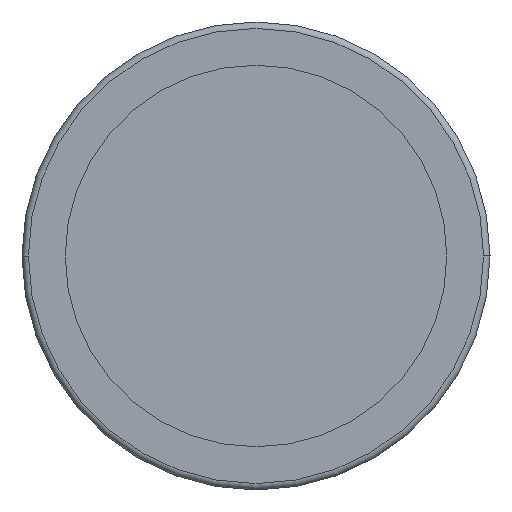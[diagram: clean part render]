
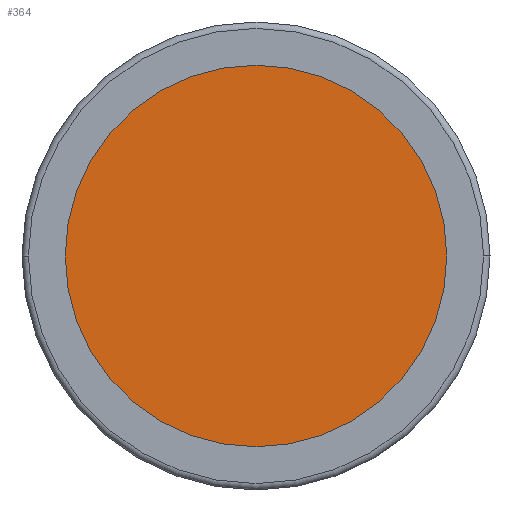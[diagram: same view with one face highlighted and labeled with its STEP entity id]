
A CAD part, left-side view. The second image highlights one B-rep face of the part: STEP entity #364.
In plain terms, the highlighted planar face has unit normal (-1, 0, 0).
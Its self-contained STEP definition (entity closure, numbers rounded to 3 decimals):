
#78 = DIRECTION ( 'NONE',  ( 0., -1., 0. ) ) ;
#81 = FACE_OUTER_BOUND ( 'NONE', #90, .T. ) ;
#90 = EDGE_LOOP ( 'NONE', ( #353, #592 ) ) ;
#141 = CARTESIAN_POINT ( 'NONE',  ( 0.025, 0., 0. ) ) ;
#157 = VERTEX_POINT ( 'NONE', #423 ) ;
#205 = DIRECTION ( 'NONE',  ( -1., 0., 0. ) ) ;
#247 = DIRECTION ( 'NONE',  ( 0., -1., 0. ) ) ;
#259 = VERTEX_POINT ( 'NONE', #574 ) ;
#285 = EDGE_CURVE ( 'NONE', #259, #157, #510, .T. ) ;
#321 = CIRCLE ( 'NONE', #791, 7.5 ) ;
#328 = DIRECTION ( 'NONE',  ( -1., 0., 0. ) ) ;
#353 = ORIENTED_EDGE ( 'NONE', *, *, #738, .T. ) ;
#364 = ADVANCED_FACE ( 'NONE', ( #81 ), #515, .T. ) ;
#371 = DIRECTION ( 'NONE',  ( -1., 0., 0. ) ) ;
#423 = CARTESIAN_POINT ( 'NONE',  ( 0.025, -7.5, 0. ) ) ;
#447 = CARTESIAN_POINT ( 'NONE',  ( 0.025, 0., 0. ) ) ;
#449 = DIRECTION ( 'NONE',  ( 0., -1., 0. ) ) ;
#469 = AXIS2_PLACEMENT_3D ( 'NONE', #447, #371, #247 ) ;
#510 = CIRCLE ( 'NONE', #469, 7.5 ) ;
#515 = PLANE ( 'NONE',  #732 ) ;
#574 = CARTESIAN_POINT ( 'NONE',  ( 0.025, 7.5, 0. ) ) ;
#592 = ORIENTED_EDGE ( 'NONE', *, *, #285, .T. ) ;
#732 = AXIS2_PLACEMENT_3D ( 'NONE', #774, #205, #449 ) ;
#738 = EDGE_CURVE ( 'NONE', #157, #259, #321, .T. ) ;
#774 = CARTESIAN_POINT ( 'NONE',  ( 0.025, 0., 0. ) ) ;
#791 = AXIS2_PLACEMENT_3D ( 'NONE', #141, #328, #78 ) ;
